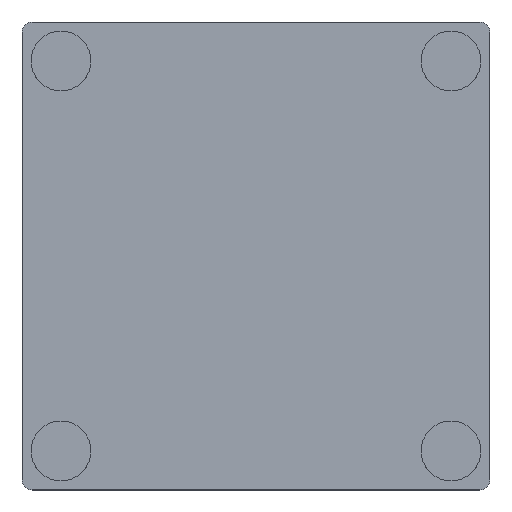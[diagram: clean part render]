
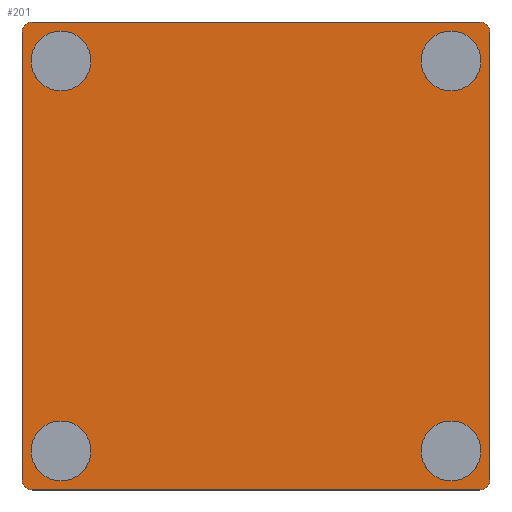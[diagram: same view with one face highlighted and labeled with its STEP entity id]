
A CAD part, top view. The second image highlights one B-rep face of the part: STEP entity #201.
In plain terms, the highlighted planar face has unit normal (0, 0, 1).
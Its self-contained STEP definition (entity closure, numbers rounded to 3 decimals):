
#201=ADVANCED_FACE('',(#228,#229,#230,#231,#232),#233,.T.);
#228=FACE_BOUND('',#288,.T.);
#229=FACE_BOUND('',#289,.T.);
#230=FACE_BOUND('',#290,.T.);
#231=FACE_BOUND('',#291,.T.);
#232=FACE_OUTER_BOUND('',#292,.T.);
#233=PLANE('',#293);
#288=EDGE_LOOP('',(#348));
#289=EDGE_LOOP('',(#349));
#290=EDGE_LOOP('',(#350));
#291=EDGE_LOOP('',(#351));
#292=EDGE_LOOP('',(#352,#353,#354,#355,#356,#357,#358,#359));
#293=AXIS2_PLACEMENT_3D('',#360,#361,#362);
#348=ORIENTED_EDGE('',*,*,#514,.F.);
#349=ORIENTED_EDGE('',*,*,#515,.F.);
#350=ORIENTED_EDGE('',*,*,#516,.F.);
#351=ORIENTED_EDGE('',*,*,#517,.F.);
#352=ORIENTED_EDGE('',*,*,#518,.T.);
#353=ORIENTED_EDGE('',*,*,#519,.T.);
#354=ORIENTED_EDGE('',*,*,#520,.T.);
#355=ORIENTED_EDGE('',*,*,#521,.T.);
#356=ORIENTED_EDGE('',*,*,#522,.T.);
#357=ORIENTED_EDGE('',*,*,#523,.T.);
#358=ORIENTED_EDGE('',*,*,#524,.T.);
#359=ORIENTED_EDGE('',*,*,#525,.T.);
#360=CARTESIAN_POINT('',(0.0,0.0,2.5));
#361=DIRECTION('',(0.0,0.0,1.0));
#362=DIRECTION('',(1.0,0.0,0.0));
#514=EDGE_CURVE('',#558,#558,#559,.T.);
#515=EDGE_CURVE('',#560,#560,#561,.T.);
#516=EDGE_CURVE('',#562,#562,#563,.T.);
#517=EDGE_CURVE('',#564,#564,#565,.T.);
#518=EDGE_CURVE('',#566,#567,#568,.T.);
#519=EDGE_CURVE('',#567,#569,#570,.T.);
#520=EDGE_CURVE('',#569,#571,#572,.T.);
#521=EDGE_CURVE('',#571,#573,#574,.T.);
#522=EDGE_CURVE('',#573,#575,#576,.T.);
#523=EDGE_CURVE('',#575,#577,#578,.T.);
#524=EDGE_CURVE('',#577,#579,#580,.T.);
#525=EDGE_CURVE('',#579,#566,#581,.T.);
#558=VERTEX_POINT('',#630);
#559=CIRCLE('',#631,5.75);
#560=VERTEX_POINT('',#632);
#561=CIRCLE('',#633,5.75);
#562=VERTEX_POINT('',#634);
#563=CIRCLE('',#635,5.75);
#564=VERTEX_POINT('',#636);
#565=CIRCLE('',#637,5.75);
#566=VERTEX_POINT('',#638);
#567=VERTEX_POINT('',#639);
#568=LINE('',#640,#641);
#569=VERTEX_POINT('',#642);
#570=CIRCLE('',#643,2.0);
#571=VERTEX_POINT('',#644);
#572=LINE('',#645,#646);
#573=VERTEX_POINT('',#647);
#574=CIRCLE('',#648,2.0);
#575=VERTEX_POINT('',#649);
#576=LINE('',#650,#651);
#577=VERTEX_POINT('',#652);
#578=CIRCLE('',#653,2.0);
#579=VERTEX_POINT('',#654);
#580=LINE('',#655,#656);
#581=CIRCLE('',#657,2.0);
#630=CARTESIAN_POINT('',(-31.75,-37.5,2.5));
#631=AXIS2_PLACEMENT_3D('',#722,#723,#724);
#632=CARTESIAN_POINT('',(-31.75,37.5,2.5));
#633=AXIS2_PLACEMENT_3D('',#725,#726,#727);
#634=CARTESIAN_POINT('',(43.25,-37.5,2.5));
#635=AXIS2_PLACEMENT_3D('',#728,#729,#730);
#636=CARTESIAN_POINT('',(43.25,37.5,2.5));
#637=AXIS2_PLACEMENT_3D('',#731,#732,#733);
#638=CARTESIAN_POINT('',(-43.0,-45.0,2.5));
#639=CARTESIAN_POINT('',(43.0,-45.0,2.5));
#640=CARTESIAN_POINT('',(0.0,-45.0,2.5));
#641=VECTOR('',#734,1.0);
#642=CARTESIAN_POINT('',(45.0,-43.0,2.5));
#643=AXIS2_PLACEMENT_3D('',#735,#736,#737);
#644=CARTESIAN_POINT('',(45.0,43.0,2.5));
#645=CARTESIAN_POINT('',(45.0,0.0,2.5));
#646=VECTOR('',#738,1.0);
#647=CARTESIAN_POINT('',(43.0,45.0,2.5));
#648=AXIS2_PLACEMENT_3D('',#739,#740,#741);
#649=CARTESIAN_POINT('',(-43.0,45.0,2.5));
#650=CARTESIAN_POINT('',(0.0,45.0,2.5));
#651=VECTOR('',#742,1.0);
#652=CARTESIAN_POINT('',(-45.0,43.0,2.5));
#653=AXIS2_PLACEMENT_3D('',#743,#744,#745);
#654=CARTESIAN_POINT('',(-45.0,-43.0,2.5));
#655=CARTESIAN_POINT('',(-45.0,0.0,2.5));
#656=VECTOR('',#746,1.0);
#657=AXIS2_PLACEMENT_3D('',#747,#748,#749);
#722=CARTESIAN_POINT('',(-37.5,-37.5,2.5));
#723=DIRECTION('',(0.0,0.0,1.0));
#724=DIRECTION('',(1.0,0.0,0.0));
#725=CARTESIAN_POINT('',(-37.5,37.5,2.5));
#726=DIRECTION('',(0.0,0.0,1.0));
#727=DIRECTION('',(1.0,0.0,0.0));
#728=CARTESIAN_POINT('',(37.5,-37.5,2.5));
#729=DIRECTION('',(0.0,0.0,1.0));
#730=DIRECTION('',(1.0,0.0,0.0));
#731=CARTESIAN_POINT('',(37.5,37.5,2.5));
#732=DIRECTION('',(0.0,0.0,1.0));
#733=DIRECTION('',(1.0,0.0,0.0));
#734=DIRECTION('',(1.0,0.0,0.0));
#735=CARTESIAN_POINT('',(43.0,-43.0,2.5));
#736=DIRECTION('',(0.0,0.0,1.0));
#737=DIRECTION('',(1.0,0.0,0.0));
#738=DIRECTION('',(0.,1.0,0.0));
#739=CARTESIAN_POINT('',(43.0,43.0,2.5));
#740=DIRECTION('',(0.0,0.0,1.0));
#741=DIRECTION('',(1.0,0.0,0.0));
#742=DIRECTION('',(-1.0,0.,0.0));
#743=CARTESIAN_POINT('',(-43.0,43.0,2.5));
#744=DIRECTION('',(0.0,0.0,1.0));
#745=DIRECTION('',(1.0,0.0,0.0));
#746=DIRECTION('',(0.,-1.0,0.0));
#747=CARTESIAN_POINT('',(-43.0,-43.0,2.5));
#748=DIRECTION('',(0.0,0.0,1.0));
#749=DIRECTION('',(1.0,0.0,0.0));
